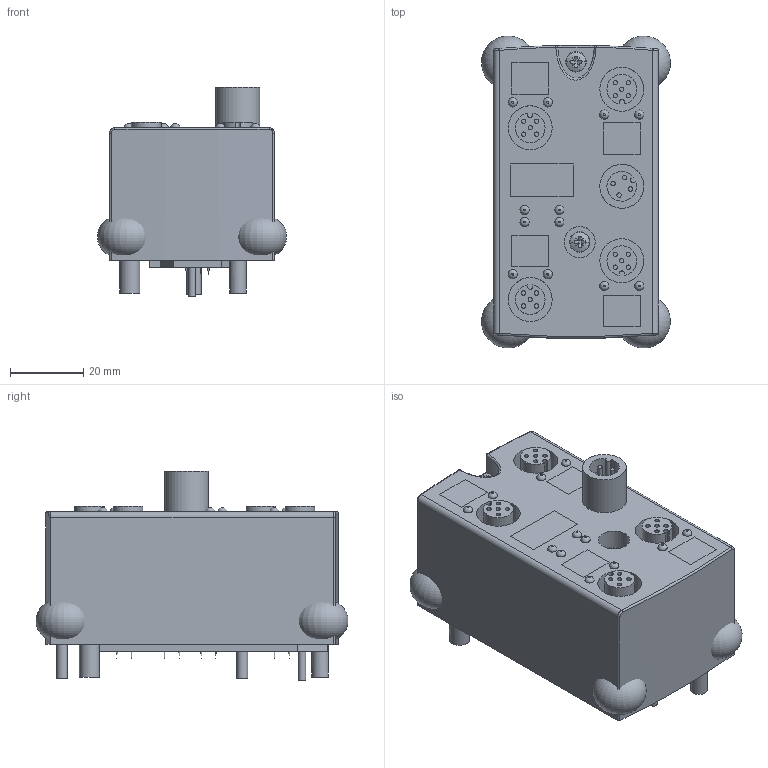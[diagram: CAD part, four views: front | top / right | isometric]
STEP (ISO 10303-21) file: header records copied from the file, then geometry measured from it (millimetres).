
FILE_DESCRIPTION(/* description */ ('Alibre Inc.'),/* implementation_level */ '2;1');
FILE_NAME(/* name */ 'export-BE5CC9E2-3773-4018-A410-F5A0183A19D2',/* time_stamp */ '2020-01-15T11:23:15+01:00',/* author */ (''),/* organization */ (''),/* preprocessor_version */ 'ST-DEVELOPER v17',/* originating_system */ 'Alibre',/* authorisation */ '');
FILE_SCHEMA (('AUTOMOTIVE_DESIGN'));
Length unit declared in the file: centimetre
Products named in the file (9): BENE INOX | 210216-3X30
Bounding box: 51.6 x 85.15 x 57.2 mm (x, y, z)
Volume: 137971.1 mm3; surface area: 32741.3 mm2
Topology: 29 solids, 31 shells, 593 faces, 1438 edges, 942 vertices
Faces by surface type: plane 260, cylinder 217, cone 58, torus 44, bspline 7, sphere 6, extrusion 1
Full cylindrical faces by diameter (mm): 1.2 x24, 2 x1, 2.5 x24, 3 x6, 3.5 x2, 4.5 x1, 5.5 x1, 6 x4, 8.5 x1, 12 x6
Entity records: 9952 total; most frequent: CARTESIAN_POINT 3015, DIRECTION 1345, ORIENTED_EDGE 1214, AXIS2_PLACEMENT_3D 607, EDGE_CURVE 607, VERTEX_POINT 448, FACE_BOUND 425, EDGE_LOOP 409
